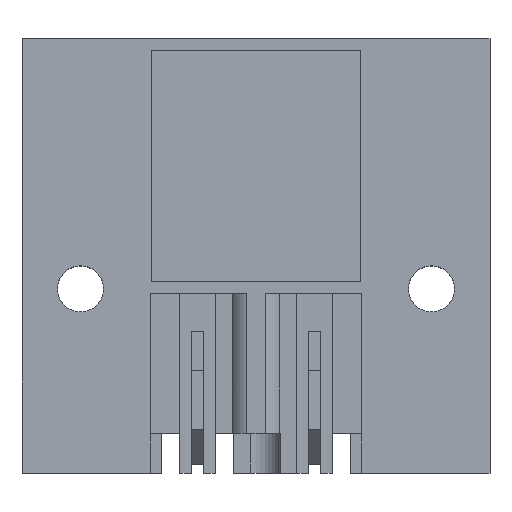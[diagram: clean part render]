
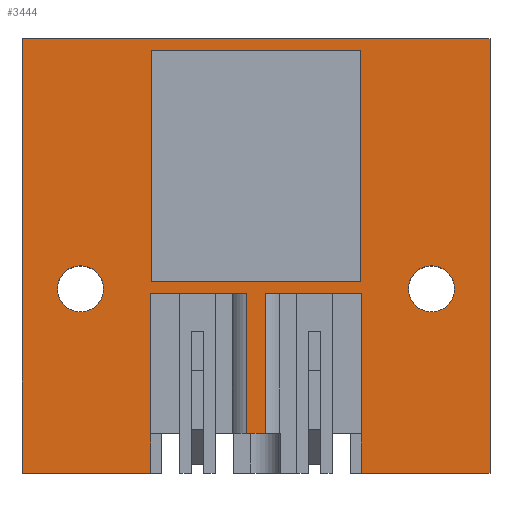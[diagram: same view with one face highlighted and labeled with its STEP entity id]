
A CAD part, top view. The second image highlights one B-rep face of the part: STEP entity #3444.
In plain terms, the highlighted planar face has unit normal (0, 0, 1).
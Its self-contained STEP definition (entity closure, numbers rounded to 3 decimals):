
#3329=AXIS2_PLACEMENT_3D('Plane Axis2P3D',#3326,#3327,#3328) ;
#3385=AXIS2_PLACEMENT_3D('Circle Axis2P3D',#3383,#3384,$) ;
#3394=AXIS2_PLACEMENT_3D('Circle Axis2P3D',#3392,#3393,$) ;
#3403=AXIS2_PLACEMENT_3D('Circle Axis2P3D',#3401,#3402,$) ;
#3412=AXIS2_PLACEMENT_3D('Circle Axis2P3D',#3410,#3411,$) ;
#550=CARTESIAN_POINT('Vertex',(15.84,2.6,14.)) ;
#553=CARTESIAN_POINT('Line Origine',(15.24,2.6,14.)) ;
#557=CARTESIAN_POINT('Vertex',(14.64,2.6,14.)) ;
#1231=CARTESIAN_POINT('Vertex',(8.37,0.,14.)) ;
#1234=CARTESIAN_POINT('Line Origine',(4.185,0.,14.)) ;
#1238=CARTESIAN_POINT('Vertex',(0.,0.,14.)) ;
#2880=CARTESIAN_POINT('Vertex',(14.64,11.7,14.)) ;
#2883=CARTESIAN_POINT('Line Origine',(11.505,11.7,14.)) ;
#2887=CARTESIAN_POINT('Vertex',(8.37,11.7,14.)) ;
#2912=CARTESIAN_POINT('Line Origine',(14.64,7.15,14.)) ;
#2946=CARTESIAN_POINT('Vertex',(0.,28.3,14.)) ;
#2949=CARTESIAN_POINT('Line Origine',(15.24,28.3,14.)) ;
#2953=CARTESIAN_POINT('Vertex',(30.48,28.3,14.)) ;
#3266=CARTESIAN_POINT('Line Origine',(8.37,5.85,14.)) ;
#3293=CARTESIAN_POINT('Vertex',(8.42,12.5,14.)) ;
#3296=CARTESIAN_POINT('Line Origine',(15.24,12.5,14.)) ;
#3300=CARTESIAN_POINT('Vertex',(22.06,12.5,14.)) ;
#3326=CARTESIAN_POINT('Axis2P3D Location',(7.62,28.3,14.)) ;
#3331=CARTESIAN_POINT('Line Origine',(15.84,7.15,14.)) ;
#3335=CARTESIAN_POINT('Vertex',(15.84,11.7,14.)) ;
#3338=CARTESIAN_POINT('Line Origine',(18.975,11.7,14.)) ;
#3342=CARTESIAN_POINT('Vertex',(22.11,11.7,14.)) ;
#3345=CARTESIAN_POINT('Line Origine',(22.11,5.85,14.)) ;
#3349=CARTESIAN_POINT('Vertex',(22.11,0.,14.)) ;
#3352=CARTESIAN_POINT('Line Origine',(26.295,0.,14.)) ;
#3356=CARTESIAN_POINT('Vertex',(30.48,0.,14.)) ;
#3359=CARTESIAN_POINT('Line Origine',(30.48,14.15,14.)) ;
#3364=CARTESIAN_POINT('Line Origine',(0.,14.15,14.)) ;
#3383=CARTESIAN_POINT('Axis2P3D Location',(26.67,12.,14.)) ;
#3387=CARTESIAN_POINT('Vertex',(25.17,12.,14.)) ;
#3389=CARTESIAN_POINT('Vertex',(28.17,12.,14.)) ;
#3392=CARTESIAN_POINT('Axis2P3D Location',(26.67,12.,14.)) ;
#3401=CARTESIAN_POINT('Axis2P3D Location',(3.81,12.,14.)) ;
#3405=CARTESIAN_POINT('Vertex',(2.31,12.,14.)) ;
#3407=CARTESIAN_POINT('Vertex',(5.31,12.,14.)) ;
#3410=CARTESIAN_POINT('Axis2P3D Location',(3.81,12.,14.)) ;
#3419=CARTESIAN_POINT('Line Origine',(8.42,20.,14.)) ;
#3423=CARTESIAN_POINT('Vertex',(8.42,27.5,14.)) ;
#3426=CARTESIAN_POINT('Line Origine',(15.24,27.5,14.)) ;
#3430=CARTESIAN_POINT('Vertex',(22.06,27.5,14.)) ;
#3433=CARTESIAN_POINT('Line Origine',(22.06,20.,14.)) ;
#554=DIRECTION('Vector Direction',(-1.,0.,0.)) ;
#1235=DIRECTION('Vector Direction',(1.,0.,0.)) ;
#2884=DIRECTION('Vector Direction',(-1.,0.,0.)) ;
#2913=DIRECTION('Vector Direction',(0.,1.,0.)) ;
#2950=DIRECTION('Vector Direction',(1.,0.,0.)) ;
#3267=DIRECTION('Vector Direction',(0.,1.,0.)) ;
#3297=DIRECTION('Vector Direction',(1.,0.,0.)) ;
#3327=DIRECTION('Axis2P3D Direction',(0.,0.,1.)) ;
#3328=DIRECTION('Axis2P3D XDirection',(0.,-1.,0.)) ;
#3332=DIRECTION('Vector Direction',(0.,1.,0.)) ;
#3339=DIRECTION('Vector Direction',(1.,0.,0.)) ;
#3346=DIRECTION('Vector Direction',(0.,1.,0.)) ;
#3353=DIRECTION('Vector Direction',(-1.,0.,0.)) ;
#3360=DIRECTION('Vector Direction',(0.,-1.,0.)) ;
#3365=DIRECTION('Vector Direction',(0.,-1.,0.)) ;
#3384=DIRECTION('Axis2P3D Direction',(0.,0.,1.)) ;
#3393=DIRECTION('Axis2P3D Direction',(0.,0.,1.)) ;
#3402=DIRECTION('Axis2P3D Direction',(0.,0.,1.)) ;
#3411=DIRECTION('Axis2P3D Direction',(0.,0.,1.)) ;
#3420=DIRECTION('Vector Direction',(0.,1.,0.)) ;
#3427=DIRECTION('Vector Direction',(1.,0.,0.)) ;
#3434=DIRECTION('Vector Direction',(0.,-1.,0.)) ;
#555=VECTOR('Line Direction',#554,1.) ;
#1236=VECTOR('Line Direction',#1235,1.) ;
#2885=VECTOR('Line Direction',#2884,1.) ;
#2914=VECTOR('Line Direction',#2913,1.) ;
#2951=VECTOR('Line Direction',#2950,1.) ;
#3268=VECTOR('Line Direction',#3267,1.) ;
#3298=VECTOR('Line Direction',#3297,1.) ;
#3333=VECTOR('Line Direction',#3332,1.) ;
#3340=VECTOR('Line Direction',#3339,1.) ;
#3347=VECTOR('Line Direction',#3346,1.) ;
#3354=VECTOR('Line Direction',#3353,1.) ;
#3361=VECTOR('Line Direction',#3360,1.) ;
#3366=VECTOR('Line Direction',#3365,1.) ;
#3421=VECTOR('Line Direction',#3420,1.) ;
#3428=VECTOR('Line Direction',#3427,1.) ;
#3435=VECTOR('Line Direction',#3434,1.) ;
#3370=ORIENTED_EDGE('',*,*,#2889,.T.) ;
#3371=ORIENTED_EDGE('',*,*,#2916,.F.) ;
#3372=ORIENTED_EDGE('',*,*,#559,.T.) ;
#3373=ORIENTED_EDGE('',*,*,#3337,.T.) ;
#3374=ORIENTED_EDGE('',*,*,#3344,.F.) ;
#3375=ORIENTED_EDGE('',*,*,#3351,.F.) ;
#3376=ORIENTED_EDGE('',*,*,#3358,.T.) ;
#3377=ORIENTED_EDGE('',*,*,#3363,.F.) ;
#3378=ORIENTED_EDGE('',*,*,#2955,.F.) ;
#3379=ORIENTED_EDGE('',*,*,#3368,.T.) ;
#3380=ORIENTED_EDGE('',*,*,#1240,.F.) ;
#3381=ORIENTED_EDGE('',*,*,#3270,.T.) ;
#3398=ORIENTED_EDGE('',*,*,#3391,.T.) ;
#3399=ORIENTED_EDGE('',*,*,#3396,.T.) ;
#3416=ORIENTED_EDGE('',*,*,#3409,.F.) ;
#3417=ORIENTED_EDGE('',*,*,#3414,.F.) ;
#3439=ORIENTED_EDGE('',*,*,#3302,.F.) ;
#3440=ORIENTED_EDGE('',*,*,#3425,.F.) ;
#3441=ORIENTED_EDGE('',*,*,#3432,.F.) ;
#3442=ORIENTED_EDGE('',*,*,#3437,.F.) ;
#3400=FACE_BOUND('',#3397,.T.) ;
#3418=FACE_BOUND('',#3415,.T.) ;
#3443=FACE_BOUND('',#3438,.T.) ;
#3444=ADVANCED_FACE('housing',(#3382,#3400,#3418,#3443),#3330,.T.) ;
#3386=CIRCLE('generated circle',#3385,1.5) ;
#3395=CIRCLE('generated circle',#3394,1.5) ;
#3404=CIRCLE('generated circle',#3403,1.5) ;
#3413=CIRCLE('generated circle',#3412,1.5) ;
#559=EDGE_CURVE('',#558,#551,#556,.F.) ;
#1240=EDGE_CURVE('',#1232,#1239,#1237,.F.) ;
#2889=EDGE_CURVE('',#2888,#2881,#2886,.F.) ;
#2916=EDGE_CURVE('',#558,#2881,#2915,.T.) ;
#2955=EDGE_CURVE('',#2947,#2954,#2952,.T.) ;
#3270=EDGE_CURVE('',#1232,#2888,#3269,.T.) ;
#3302=EDGE_CURVE('',#3294,#3301,#3299,.T.) ;
#3337=EDGE_CURVE('',#551,#3336,#3334,.T.) ;
#3344=EDGE_CURVE('',#3343,#3336,#3341,.F.) ;
#3351=EDGE_CURVE('',#3350,#3343,#3348,.T.) ;
#3358=EDGE_CURVE('',#3350,#3357,#3355,.F.) ;
#3363=EDGE_CURVE('',#2954,#3357,#3362,.T.) ;
#3368=EDGE_CURVE('',#2947,#1239,#3367,.T.) ;
#3391=EDGE_CURVE('',#3388,#3390,#3386,.F.) ;
#3396=EDGE_CURVE('',#3390,#3388,#3395,.F.) ;
#3409=EDGE_CURVE('',#3406,#3408,#3404,.T.) ;
#3414=EDGE_CURVE('',#3408,#3406,#3413,.T.) ;
#3425=EDGE_CURVE('',#3424,#3294,#3422,.F.) ;
#3432=EDGE_CURVE('',#3431,#3424,#3429,.F.) ;
#3437=EDGE_CURVE('',#3301,#3431,#3436,.F.) ;
#3369=EDGE_LOOP('',(#3370,#3371,#3372,#3373,#3374,#3375,#3376,#3377,#3378,#3379,#3380,#3381)) ;
#3397=EDGE_LOOP('',(#3398,#3399)) ;
#3415=EDGE_LOOP('',(#3416,#3417)) ;
#3438=EDGE_LOOP('',(#3439,#3440,#3441,#3442)) ;
#3382=FACE_OUTER_BOUND('',#3369,.T.) ;
#556=LINE('Line',#553,#555) ;
#1237=LINE('Line',#1234,#1236) ;
#2886=LINE('Line',#2883,#2885) ;
#2915=LINE('Line',#2912,#2914) ;
#2952=LINE('Line',#2949,#2951) ;
#3269=LINE('Line',#3266,#3268) ;
#3299=LINE('Line',#3296,#3298) ;
#3334=LINE('Line',#3331,#3333) ;
#3341=LINE('Line',#3338,#3340) ;
#3348=LINE('Line',#3345,#3347) ;
#3355=LINE('Line',#3352,#3354) ;
#3362=LINE('Line',#3359,#3361) ;
#3367=LINE('Line',#3364,#3366) ;
#3422=LINE('Line',#3419,#3421) ;
#3429=LINE('Line',#3426,#3428) ;
#3436=LINE('Line',#3433,#3435) ;
#3330=PLANE('',#3329) ;
#551=VERTEX_POINT('',#550) ;
#558=VERTEX_POINT('',#557) ;
#1232=VERTEX_POINT('',#1231) ;
#1239=VERTEX_POINT('',#1238) ;
#2881=VERTEX_POINT('',#2880) ;
#2888=VERTEX_POINT('',#2887) ;
#2947=VERTEX_POINT('',#2946) ;
#2954=VERTEX_POINT('',#2953) ;
#3294=VERTEX_POINT('',#3293) ;
#3301=VERTEX_POINT('',#3300) ;
#3336=VERTEX_POINT('',#3335) ;
#3343=VERTEX_POINT('',#3342) ;
#3350=VERTEX_POINT('',#3349) ;
#3357=VERTEX_POINT('',#3356) ;
#3388=VERTEX_POINT('',#3387) ;
#3390=VERTEX_POINT('',#3389) ;
#3406=VERTEX_POINT('',#3405) ;
#3408=VERTEX_POINT('',#3407) ;
#3424=VERTEX_POINT('',#3423) ;
#3431=VERTEX_POINT('',#3430) ;
